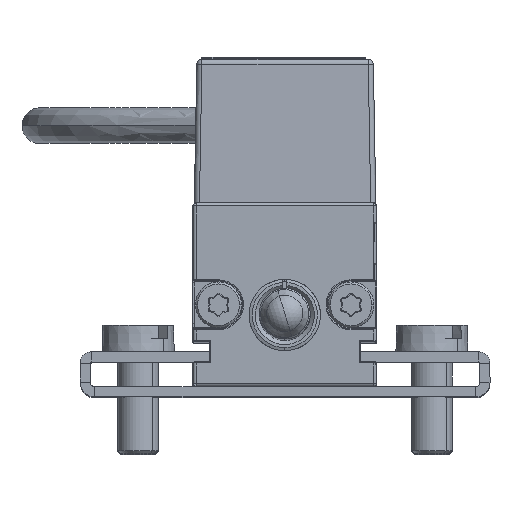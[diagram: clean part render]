
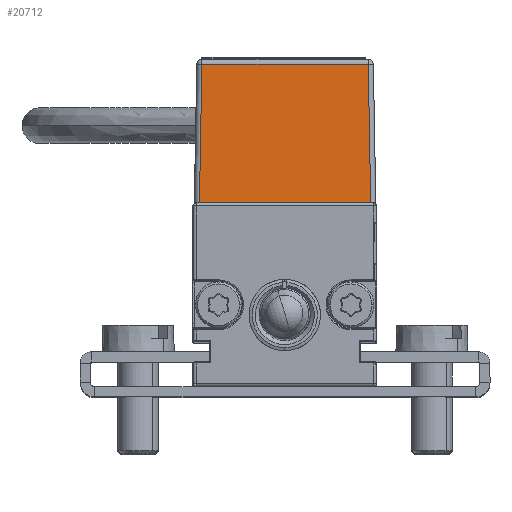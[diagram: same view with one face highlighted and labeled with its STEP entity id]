
A CAD part, top view. The second image highlights one B-rep face of the part: STEP entity #20712.
In plain terms, the highlighted planar face has unit normal (0, 0.018, 1).
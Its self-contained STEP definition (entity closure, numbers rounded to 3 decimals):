
#156 = LINE ( 'NONE', #22029, #20422 ) ;
#312 = AXIS2_PLACEMENT_3D ( 'NONE', #20889, #9131, #22874 ) ;
#1260 = ORIENTED_EDGE ( 'NONE', *, *, #19599, .T. ) ;
#1275 = CARTESIAN_POINT ( 'NONE',  ( -8.129, 31.583, 89.171 ) ) ;
#1279 = CARTESIAN_POINT ( 'NONE',  ( 8.421, 18.302, 89.403 ) ) ;
#3803 = ORIENTED_EDGE ( 'NONE', *, *, #4451, .T. ) ;
#4307 = VECTOR ( 'NONE', #8604, 1000. ) ;
#4451 = EDGE_CURVE ( 'NONE', #12593, #10170, #4913, .T. ) ;
#4913 = LINE ( 'NONE', #20369, #4307 ) ;
#5643 = EDGE_LOOP ( 'NONE', ( #1260, #6510, #18901, #3803 ) ) ;
#6084 = EDGE_CURVE ( 'NONE', #10187, #12593, #156, .T. ) ;
#6510 = ORIENTED_EDGE ( 'NONE', *, *, #20816, .T. ) ;
#7102 = CARTESIAN_POINT ( 'NONE',  ( 8.426, 18., 89.409 ) ) ;
#7189 = DIRECTION ( 'NONE',  ( -0.017, 1., -0.017 ) ) ;
#8604 = DIRECTION ( 'NONE',  ( 1., 0., 0. ) ) ;
#9131 = DIRECTION ( 'NONE',  ( 0., 0.017, 1. ) ) ;
#9471 = DIRECTION ( 'NONE',  ( -1., 0., 0. ) ) ;
#9674 = VECTOR ( 'NONE', #7189, 1000. ) ;
#10170 = VERTEX_POINT ( 'NONE', #7102 ) ;
#10187 = VERTEX_POINT ( 'NONE', #1275 ) ;
#11741 = VECTOR ( 'NONE', #9471, 1000. ) ;
#12593 = VERTEX_POINT ( 'NONE', #21224 ) ;
#12953 = PLANE ( 'NONE',  #312 ) ;
#13928 = FACE_OUTER_BOUND ( 'NONE', #5643, .T. ) ;
#14071 = CARTESIAN_POINT ( 'NONE',  ( 8.189, 31.583, 89.171 ) ) ;
#15306 = CARTESIAN_POINT ( 'NONE',  ( -8.868, 31.583, 89.171 ) ) ;
#15506 = LINE ( 'NONE', #1279, #9674 ) ;
#17005 = LINE ( 'NONE', #15306, #11741 ) ;
#18901 = ORIENTED_EDGE ( 'NONE', *, *, #6084, .T. ) ;
#18948 = DIRECTION ( 'NONE',  ( -0.017, -1., 0.017 ) ) ;
#19599 = EDGE_CURVE ( 'NONE', #10170, #21551, #15506, .T. ) ;
#20369 = CARTESIAN_POINT ( 'NONE',  ( -8.868, 18., 89.409 ) ) ;
#20422 = VECTOR ( 'NONE', #18948, 1000. ) ;
#20712 = ADVANCED_FACE ( 'NONE', ( #13928 ), #12953, .T. ) ;
#20816 = EDGE_CURVE ( 'NONE', #21551, #10187, #17005, .T. ) ;
#20889 = CARTESIAN_POINT ( 'NONE',  ( -8.868, 18., 89.409 ) ) ;
#21224 = CARTESIAN_POINT ( 'NONE',  ( -8.366, 18., 89.409 ) ) ;
#21551 = VERTEX_POINT ( 'NONE', #14071 ) ;
#22029 = CARTESIAN_POINT ( 'NONE',  ( -8.366, 17.991, 89.409 ) ) ;
#22874 = DIRECTION ( 'NONE',  ( 0., -1., 0.017 ) ) ;
